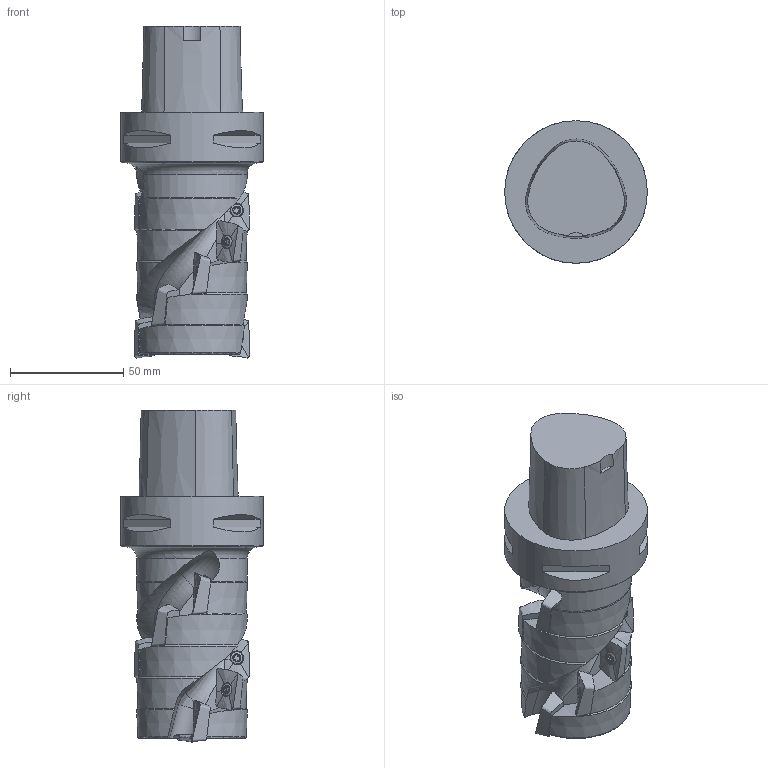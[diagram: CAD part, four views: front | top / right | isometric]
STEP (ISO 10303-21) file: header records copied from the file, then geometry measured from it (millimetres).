
FILE_DESCRIPTION(/* description */ (''),/* implementation_level */ '2;1');
FILE_NAME(/* name */ '1589280973929.stp',/* time_stamp */ '2020-05-12T16:27:15+06:00',/* author */ (''),/* organization */ ('SMS'),/* preprocessor_version */ 'ST-DEVELOPER v16.7',/* originating_system */ 'SIEMENS PLM Software NX 12.0',/* authorisation */ '');
FILE_SCHEMA (('AUTOMOTIVE_DESIGN { 1 0 10303 214 3 1 1 1 }'));
Length unit declared in the file: millimetre
Products named in the file (4): ASSEMBLY_CONSTRUCTION; 202613866mod000_01; 202987022mod000_00; 202986885mod000_00
Assembly tree (12 placements, depth 2):
  202986885mod000_00
    202987022mod000_00
    202613866mod000_01  x10
    ASSEMBLY_CONSTRUCTION
Bounding box: 63 x 63 x 146.66 mm (x, y, z)
Volume: 251518.9 mm3; surface area: 38501.1 mm2
Topology: 11 solids, 11 shells, 427 faces, 1125 edges, 781 vertices
Faces by surface type: extrusion 120, bspline 94, plane 71, cone 55, torus 47, cylinder 36, revolution 4
Full cylindrical faces by diameter (mm): 3.5 x10, 4.15 x10, 5.5 x10, 63 x1
Entity records: 33916 total; most frequent: CARTESIAN_POINT 25548, DIRECTION 1728, ORIENTED_EDGE 1580, EDGE_CURVE 790, AXIS2_PLACEMENT_3D 727, VERTEX_POINT 569, EDGE_LOOP 433, ELLIPSE 386
